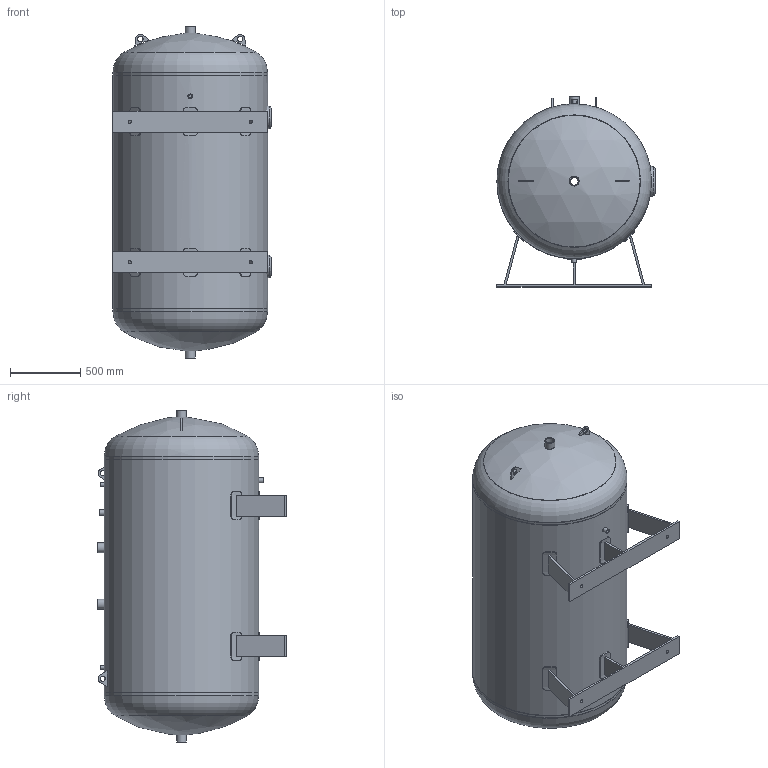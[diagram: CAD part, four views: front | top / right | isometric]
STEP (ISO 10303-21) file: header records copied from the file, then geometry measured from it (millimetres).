
FILE_DESCRIPTION(/* description */ (''),/* implementation_level */ '2;1');
FILE_NAME(/* name */ 'MB 020102-2.2000V.stp',/* time_stamp */ '2022-10-25T14:41:55+02:00',/* author */ ('m.ebener'),/* organization */ (''),/* preprocessor_version */ 'ST-DEVELOPER v16.1',/* originating_system */ 'Autodesk Inventor 2016',/* authorisation */ '');
FILE_SCHEMA (('AUTOMOTIVE_DESIGN { 1 0 10303 214 3 1 1 }'));
Length unit declared in the file: millimetre
Products named in the file (11): Mantel; Behälterfuß; Handloch_100x150x8,5; Tragöse 110mm; Standardmuffe - G 3_4; Standardmuffe - G 1_2; Standardmuffe - G 1; Standardmuffe - G 2; Boden; Tragöse 110mm - Korbbogenboden; MB 020102-2.2000V
Assembly tree (18 placements, depth 2):
  MB 020102-2.2000V
    Mantel
    Behälterfuß  x2
    Handloch_100x150x8,5  x2
    Tragöse 110mm  x2
    Standardmuffe - G 3_4
    Standardmuffe - G 1_2  x2
    Standardmuffe - G 1
    Standardmuffe - G 2  x4
    Boden  x2
    Tragöse 110mm - Korbbogenboden
Bounding box: 1125 x 1349.87 x 2360.6 mm (x, y, z)
Volume: 53042419.4 mm3; surface area: 18831267.4 mm2
Topology: 25 solids, 25 shells, 204 faces, 470 edges, 316 vertices
Faces by surface type: plane 106, cylinder 80, bspline 10, sphere 4, torus 4
Full cylindrical faces by diameter (mm): 18.631 x2, 23 x4, 24.117 x1, 26.9 x4, 30.291 x1, 33.7 x2, 36 x2, 40 x4, 56.656 x4, 70 x8, 1090 x3, 1100 x3
Entity records: 5550 total; most frequent: CARTESIAN_POINT 2790, DIRECTION 515, ORIENTED_EDGE 466, EDGE_CURVE 230, AXIS2_PLACEMENT_3D 201, EDGE_LOOP 186, VERTEX_POINT 171, FACE_OUTER_BOUND 115
